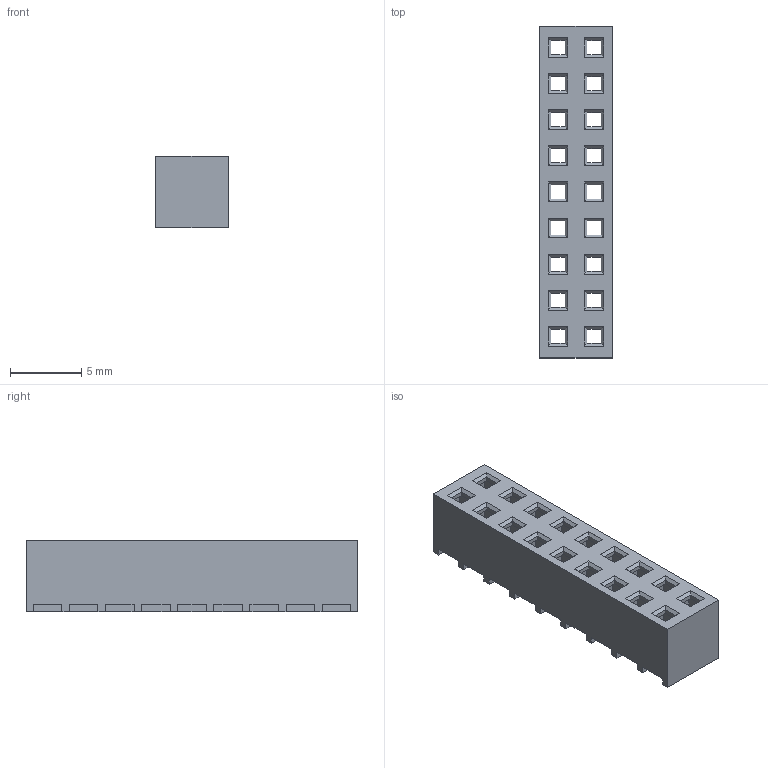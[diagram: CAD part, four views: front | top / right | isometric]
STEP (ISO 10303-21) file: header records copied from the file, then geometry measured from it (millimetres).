
FILE_DESCRIPTION(/* description */ ('model of Connector_Wuerth_WR-PHD_Large_2x09_P2.54_Vertical_613018216921'),/* implementation_level */ '2;1');
FILE_NAME(/* name */ 'Connector_Wuerth_WR-PHD_Large_2x09_P2.54_Vertical_613018216921.step',/* time_stamp */ '2020-09-21T15:28:11',/* author */ ('Joel',''),/* organization */ (''),/* preprocessor_version */ '',/* originating_system */ '',/* authorisation */ '');
FILE_SCHEMA(('AUTOMOTIVE_DESIGN { 1 0 10303 214 1 1 1 1 }'));
Length unit declared in the file: millimetre
Products named in the file (1): Shape0_7330470847965721
Bounding box: 5.08 x 23.36 x 5 mm (x, y, z)
Volume: 315 mm3; surface area: 1070.2 mm2
Topology: 1 solids, 1 shells, 348 faces, 912 edges, 584 vertices
Faces by surface type: plane 348
Entity records: 22221 total; most frequent: CARTESIAN_POINT 3777, DIRECTION 3326, LINE 2628, VECTOR 2628, ORIENTED_EDGE 1824, PCURVE 1824, DEFINITIONAL_REPRESENTATION 1824, EDGE_CURVE 912
